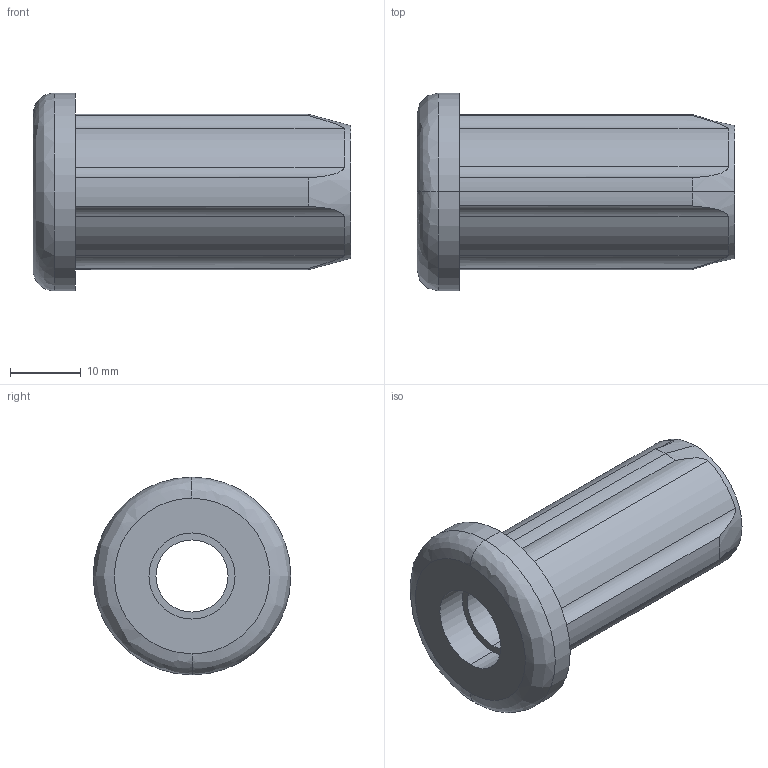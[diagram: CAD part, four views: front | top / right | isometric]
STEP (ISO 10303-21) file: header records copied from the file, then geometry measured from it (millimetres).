
FILE_DESCRIPTION (( 'STEP AP214' ), '1' );
FILE_NAME ('6951056', '2019-02-04T08:17:11', ( '' ), ('JUGARD+KÜNSTNER GmbH'), 'SwSTEP 2.0', 'SolidWorks 2017', '' );
FILE_SCHEMA (( 'AUTOMOTIVE_DESIGN' ));
Length unit declared in the file: millimetre
Products named in the file (1): 6951056_CNAJF00
Bounding box: 45 x 28 x 28 mm (x, y, z)
Volume: 11305.2 mm3; surface area: 5656.3 mm2
Topology: 1 solids, 1 shells, 34 faces, 90 edges, 61 vertices
Faces by surface type: cylinder 25, plane 5, bspline 2, cone 2
Entity records: 1654 total; most frequent: CARTESIAN_POINT 384, DIRECTION 187, ORIENTED_EDGE 180, EDGE_CURVE 90, AXIS2_PLACEMENT_3D 80, VERTEX_POINT 61, CIRCLE 47, EDGE_LOOP 39
